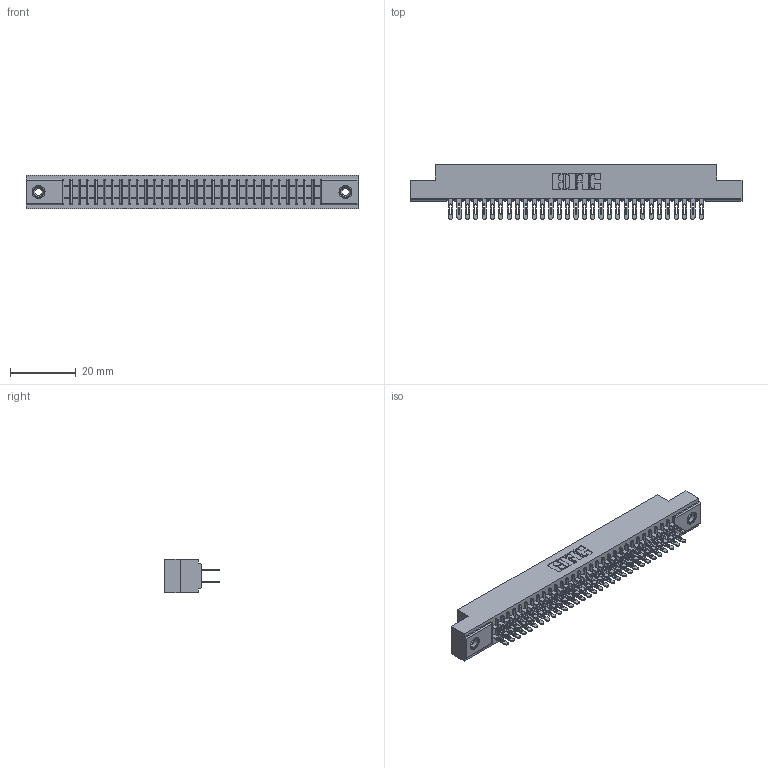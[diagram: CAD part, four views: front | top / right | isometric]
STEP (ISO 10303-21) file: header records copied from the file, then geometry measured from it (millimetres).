
FILE_DESCRIPTION (( 'STEP AP203' ), '1' );
FILE_NAME ('341-062-500-208.STEP', '2018-08-07T17:45:44', ( '' ), ( '' ), 'SwSTEP 2.0', 'SolidWorks 2016', '' );
FILE_SCHEMA (( 'CONFIG_CONTROL_DESIGN' ));
Length unit declared in the file: inch
Products named in the file (4): 341 Part_.156 (3.96) Dia Mounting Holes; 341-292-001_341-292-100; 345-250-001_345-250-003-102; 341-062-500-208
Assembly tree (65 placements, depth 2):
  341-062-500-208
    341 Part_.156 (3.96) Dia Mounting Holes
    341-292-001_341-292-100  x62
    345-250-001_345-250-003-102  x2
Bounding box: 100.97 x 16.69 x 10.16 mm (x, y, z)
Volume: 7519.6 mm3; surface area: 13536.6 mm2
Topology: 65 solids, 65 shells, 4268 faces, 12325 edges, 7978 vertices
Faces by surface type: plane 2456, cylinder 1672, sphere 64, torus 64, cone 12
Entity records: 40175 total; most frequent: CARTESIAN_POINT 6660, ORIENTED_EDGE 6610, DIRECTION 6485, EDGE_CURVE 3305, VECTOR 2651, LINE 2651, VERTEX_POINT 2092, AXIS2_PLACEMENT_3D 1917
